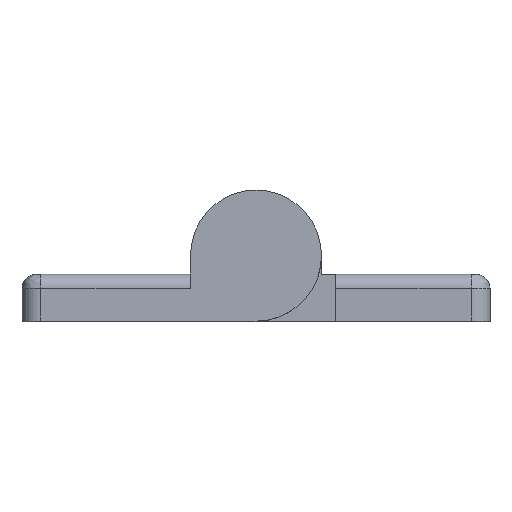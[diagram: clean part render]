
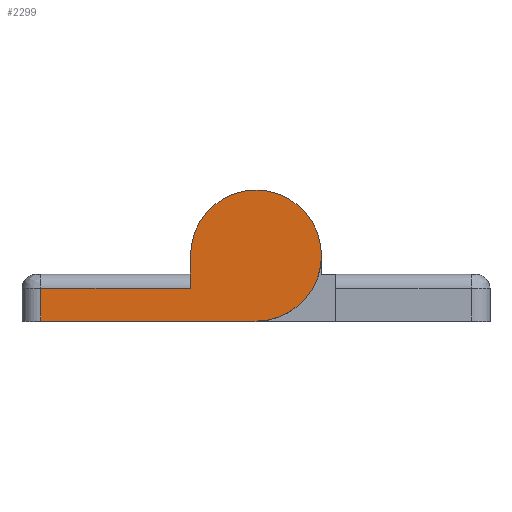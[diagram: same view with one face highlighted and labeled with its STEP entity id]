
A CAD part, top view. The second image highlights one B-rep face of the part: STEP entity #2299.
In plain terms, the highlighted planar face has unit normal (0, 0, 1).
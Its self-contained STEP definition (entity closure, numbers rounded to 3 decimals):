
#94=PLANE('',#2528);
#223=FACE_OUTER_BOUND('',#385,.T.);
#385=EDGE_LOOP('',(#1828,#1829,#1830,#1831,#1832));
#530=LINE('',#3874,#683);
#533=LINE('',#3881,#686);
#550=LINE('',#3932,#703);
#554=LINE('',#3941,#707);
#683=VECTOR('',#2990,3.5);
#686=VECTOR('',#2997,16.);
#703=VECTOR('',#3048,23.);
#707=VECTOR('',#3060,3.5);
#871=CIRCLE('',#2523,7.);
#1033=VERTEX_POINT('',#3835);
#1043=VERTEX_POINT('',#3872);
#1044=VERTEX_POINT('',#3877);
#1062=VERTEX_POINT('',#3930);
#1063=VERTEX_POINT('',#3935);
#1301=EDGE_CURVE('',#1043,#1033,#530,.T.);
#1305=EDGE_CURVE('',#1033,#1044,#533,.T.);
#1329=EDGE_CURVE('',#1062,#1043,#550,.T.);
#1332=EDGE_CURVE('',#1063,#1062,#871,.T.);
#1334=EDGE_CURVE('',#1044,#1063,#554,.T.);
#1828=ORIENTED_EDGE('',*,*,#1301,.F.);
#1829=ORIENTED_EDGE('',*,*,#1329,.F.);
#1830=ORIENTED_EDGE('',*,*,#1332,.F.);
#1831=ORIENTED_EDGE('',*,*,#1334,.F.);
#1832=ORIENTED_EDGE('',*,*,#1305,.F.);
#2299=ADVANCED_FACE('',(#223),#94,.T.);
#2523=AXIS2_PLACEMENT_3D('',#3937,#3053,#3054);
#2528=AXIS2_PLACEMENT_3D('',#3944,#3065,#3066);
#2990=DIRECTION('',(0.,1.,0.));
#2997=DIRECTION('',(1.,0.,0.));
#3048=DIRECTION('',(-1.,0.,0.));
#3053=DIRECTION('center_axis',(0.,0.,-1.));
#3054=DIRECTION('ref_axis',(0.,1.,0.));
#3060=DIRECTION('',(0.,1.,0.));
#3065=DIRECTION('center_axis',(0.,0.,1.));
#3066=DIRECTION('ref_axis',(1.,0.,0.));
#3835=CARTESIAN_POINT('',(-23.,-3.5,25.));
#3872=CARTESIAN_POINT('',(-23.,-7.,25.));
#3874=CARTESIAN_POINT('',(-23.,-4.719,25.));
#3877=CARTESIAN_POINT('',(-7.,-3.5,25.));
#3881=CARTESIAN_POINT('',(-16.755,-3.5,25.));
#3930=CARTESIAN_POINT('',(0.,-7.,25.));
#3932=CARTESIAN_POINT('',(0.,-7.,25.));
#3935=CARTESIAN_POINT('',(-7.,0.,25.));
#3937=CARTESIAN_POINT('Origin',(0.,0.,25.));
#3941=CARTESIAN_POINT('',(-7.,-2.,25.));
#3944=CARTESIAN_POINT('Origin',(-8.511,-2.437,25.));
